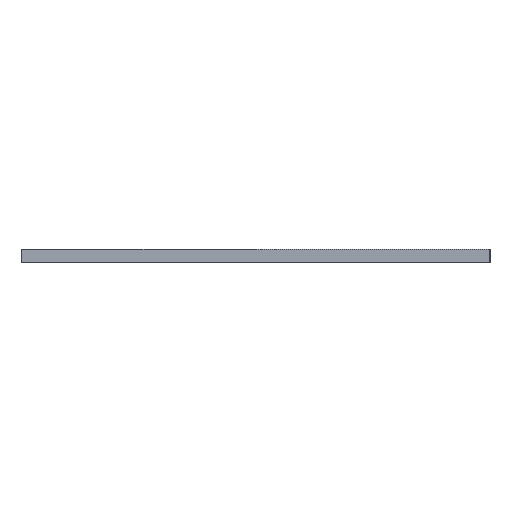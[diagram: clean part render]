
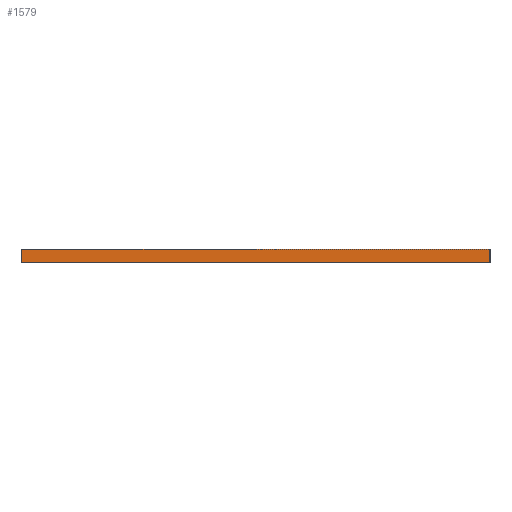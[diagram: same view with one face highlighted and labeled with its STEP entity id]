
A CAD part, left-side view. The second image highlights one B-rep face of the part: STEP entity #1579.
In plain terms, the highlighted planar face has unit normal (-1, 0, 0).
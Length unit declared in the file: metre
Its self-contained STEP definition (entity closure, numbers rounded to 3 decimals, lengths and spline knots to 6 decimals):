
#136=ORIENTED_EDGE('',*,*,#608,.T.);
#137=ORIENTED_EDGE('',*,*,#609,.F.);
#138=ORIENTED_EDGE('',*,*,#610,.F.);
#139=ORIENTED_EDGE('',*,*,#605,.T.);
#605=EDGE_CURVE('',#842,#840,#1001,.T.);
#608=EDGE_CURVE('',#840,#844,#1004,.T.);
#609=EDGE_CURVE('',#845,#844,#1005,.T.);
#610=EDGE_CURVE('',#842,#845,#1006,.T.);
#840=VERTEX_POINT('',#2320);
#842=VERTEX_POINT('',#2323);
#844=VERTEX_POINT('',#2329);
#845=VERTEX_POINT('',#2331);
#1001=LINE('',#2322,#1157);
#1004=LINE('',#2328,#1160);
#1005=LINE('',#2330,#1161);
#1006=LINE('',#2332,#1162);
#1157=VECTOR('',#1840,1.);
#1160=VECTOR('',#1845,1.);
#1161=VECTOR('',#1846,1.);
#1162=VECTOR('',#1847,1.);
#1313=EDGE_LOOP('',(#136,#137,#138,#139));
#1425=FACE_BOUND('',#1313,.T.);
#1537=PLANE('',#1674);
#1579=ADVANCED_FACE('',(#1425),#1537,.F.);
#1674=AXIS2_PLACEMENT_3D('',#2327,#1843,#1844);
#1840=DIRECTION('',(0.,0.,-1.));
#1843=DIRECTION('',(1.,0.,0.));
#1844=DIRECTION('',(0.,1.,0.));
#1845=DIRECTION('',(0.,-1.,0.));
#1846=DIRECTION('',(0.,0.,-1.));
#1847=DIRECTION('',(0.,-1.,0.));
#2320=CARTESIAN_POINT('',(-0.045,0.035,0.));
#2322=CARTESIAN_POINT('',(-0.045,0.035,0.002));
#2323=CARTESIAN_POINT('',(-0.045,0.035,0.002));
#2327=CARTESIAN_POINT('',(-0.045,0.,0.002));
#2328=CARTESIAN_POINT('',(-0.045,0.,0.));
#2329=CARTESIAN_POINT('',(-0.045,-0.035,0.));
#2330=CARTESIAN_POINT('',(-0.045,-0.035,0.002));
#2331=CARTESIAN_POINT('',(-0.045,-0.035,0.002));
#2332=CARTESIAN_POINT('',(-0.045,0.,0.002));
